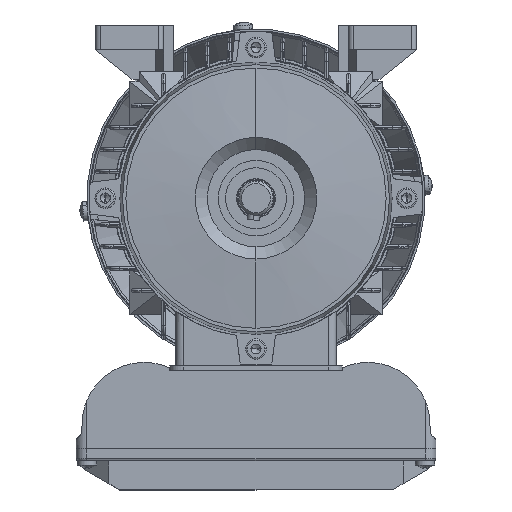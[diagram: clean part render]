
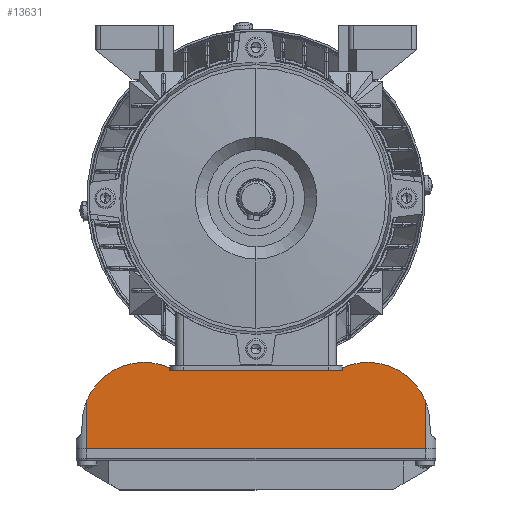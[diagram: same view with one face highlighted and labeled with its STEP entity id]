
A CAD part, front view. The second image highlights one B-rep face of the part: STEP entity #13631.
In plain terms, the highlighted face is planar.
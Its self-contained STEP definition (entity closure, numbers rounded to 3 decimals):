
#13616 = ORIENTED_EDGE ( 'NONE', *, *, #13617, .T. ) ;
#13617 = EDGE_CURVE ( 'NONE', #13700, #13618, #39028, .T. ) ;
#13618 = VERTEX_POINT ( 'NONE', #39018 ) ;
#13619 = ORIENTED_EDGE ( 'NONE', *, *, #13620, .T. ) ;
#13620 = EDGE_CURVE ( 'NONE', #13618, #13621, #39014, .T. ) ;
#13621 = VERTEX_POINT ( 'NONE', #39010 ) ;
#13622 = ORIENTED_EDGE ( 'NONE', *, *, #13623, .T. ) ;
#13623 = EDGE_CURVE ( 'NONE', #13621, #13680, #39007, .T. ) ;
#13631 = ADVANCED_FACE ( 'NONE', ( #39072 ), #39071, .T. ) ;
#13632 = EDGE_LOOP ( 'NONE', ( #13633, #13637, #13695, #13698, #13616, #13619, #13622, #13681 ) ) ;
#13633 = ORIENTED_EDGE ( 'NONE', *, *, #13634, .F. ) ;
#13634 = EDGE_CURVE ( 'NONE', #13635, #13636, #39063, .T. ) ;
#13635 = VERTEX_POINT ( 'NONE', #39058 ) ;
#13636 = VERTEX_POINT ( 'NONE', #39056 ) ;
#13637 = ORIENTED_EDGE ( 'NONE', *, *, #13638, .T. ) ;
#13638 = EDGE_CURVE ( 'NONE', #13635, #13694, #39053, .T. ) ;
#13680 = VERTEX_POINT ( 'NONE', #39177 ) ;
#13681 = ORIENTED_EDGE ( 'NONE', *, *, #13682, .T. ) ;
#13682 = EDGE_CURVE ( 'NONE', #13680, #13636, #39156, .T. ) ;
#13694 = VERTEX_POINT ( 'NONE', #39196 ) ;
#13695 = ORIENTED_EDGE ( 'NONE', *, *, #13696, .T. ) ;
#13696 = EDGE_CURVE ( 'NONE', #13694, #13697, #39258, .T. ) ;
#13697 = VERTEX_POINT ( 'NONE', #39250 ) ;
#13698 = ORIENTED_EDGE ( 'NONE', *, *, #13699, .F. ) ;
#13699 = EDGE_CURVE ( 'NONE', #13700, #13697, #39248, .T. ) ;
#13700 = VERTEX_POINT ( 'NONE', #39243 ) ;
#39002 = DIRECTION ( 'NONE',  ( -1., 0., 0. ) ) ;
#39004 = DIRECTION ( 'NONE',  ( 0., 0., 1. ) ) ;
#39005 = CARTESIAN_POINT ( 'NONE',  ( 59.147, 8.878, 104. ) ) ;
#39006 = AXIS2_PLACEMENT_3D ( 'NONE', #39005, #39004, #39002 ) ;
#39007 = CIRCLE ( 'NONE', #39006, 25.5 ) ;
#39010 = CARTESIAN_POINT ( 'NONE',  ( 48.647, -14.36, 104. ) ) ;
#39011 = DIRECTION ( 'NONE',  ( 0., -1., 0. ) ) ;
#39012 = VECTOR ( 'NONE', #39011, 1000. ) ;
#39013 = CARTESIAN_POINT ( 'NONE',  ( 48.647, -13.122, 104. ) ) ;
#39014 = LINE ( 'NONE', #39013, #39012 ) ;
#39018 = CARTESIAN_POINT ( 'NONE',  ( 48.647, -13.122, 104. ) ) ;
#39020 = DIRECTION ( 'NONE',  ( 1., 0., 0. ) ) ;
#39021 = VECTOR ( 'NONE', #39020, 1000. ) ;
#39022 = CARTESIAN_POINT ( 'NONE',  ( 13.147, -13.122, 104. ) ) ;
#39028 = LINE ( 'NONE', #39022, #39021 ) ;
#39049 = DIRECTION ( 'NONE',  ( 0., -1., 0. ) ) ;
#39050 = VECTOR ( 'NONE', #39049, 1000. ) ;
#39052 = CARTESIAN_POINT ( 'NONE',  ( -56.353, 15.104, 104. ) ) ;
#39053 = LINE ( 'NONE', #39052, #39050 ) ;
#39056 = CARTESIAN_POINT ( 'NONE',  ( 82.647, 18.878, 104. ) ) ;
#39058 = CARTESIAN_POINT ( 'NONE',  ( -56.353, 18.878, 104. ) ) ;
#39060 = DIRECTION ( 'NONE',  ( 1., 0., 0. ) ) ;
#39061 = VECTOR ( 'NONE', #39060, 1000. ) ;
#39062 = CARTESIAN_POINT ( 'NONE',  ( -127.692, 18.878, 104. ) ) ;
#39063 = LINE ( 'NONE', #39062, #39061 ) ;
#39064 = DIRECTION ( 'NONE',  ( 1., 0., 0. ) ) ;
#39065 = DIRECTION ( 'NONE',  ( 0., 0., 1. ) ) ;
#39067 = AXIS2_PLACEMENT_3D ( 'NONE', #39069, #39065, #39064 ) ;
#39069 = CARTESIAN_POINT ( 'NONE',  ( -32.853, 8.878, 104. ) ) ;
#39071 = PLANE ( 'NONE',  #39067 ) ;
#39072 = FACE_OUTER_BOUND ( 'NONE', #13632, .T. ) ;
#39156 = LINE ( 'NONE', #39175, #39169 ) ;
#39168 = DIRECTION ( 'NONE',  ( 0., 1., 0. ) ) ;
#39169 = VECTOR ( 'NONE', #39168, 1000. ) ;
#39175 = CARTESIAN_POINT ( 'NONE',  ( 82.647, 18.878, 104. ) ) ;
#39177 = CARTESIAN_POINT ( 'NONE',  ( 82.647, -1.022, 104. ) ) ;
#39196 = CARTESIAN_POINT ( 'NONE',  ( -56.353, -1.022, 104. ) ) ;
#39243 = CARTESIAN_POINT ( 'NONE',  ( -22.353, -13.122, 104. ) ) ;
#39245 = DIRECTION ( 'NONE',  ( 0., -1., 0. ) ) ;
#39246 = VECTOR ( 'NONE', #39245, 1000. ) ;
#39247 = CARTESIAN_POINT ( 'NONE',  ( -22.353, -13.122, 104. ) ) ;
#39248 = LINE ( 'NONE', #39247, #39246 ) ;
#39250 = CARTESIAN_POINT ( 'NONE',  ( -22.353, -14.36, 104. ) ) ;
#39251 = DIRECTION ( 'NONE',  ( 1., 0., 0. ) ) ;
#39253 = DIRECTION ( 'NONE',  ( 0., 0., 1. ) ) ;
#39255 = CARTESIAN_POINT ( 'NONE',  ( -32.853, 8.878, 104. ) ) ;
#39256 = AXIS2_PLACEMENT_3D ( 'NONE', #39255, #39253, #39251 ) ;
#39258 = CIRCLE ( 'NONE', #39256, 25.5 ) ;
